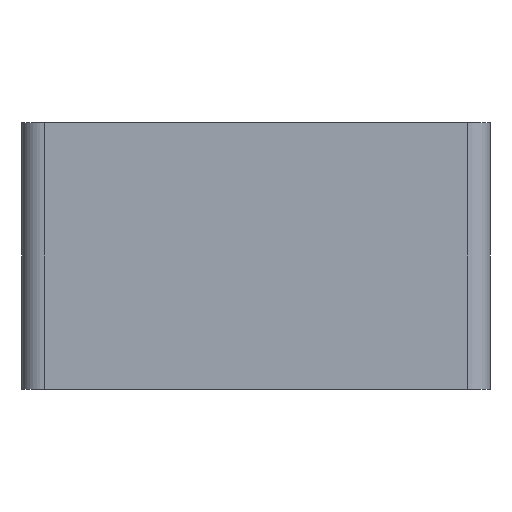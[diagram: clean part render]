
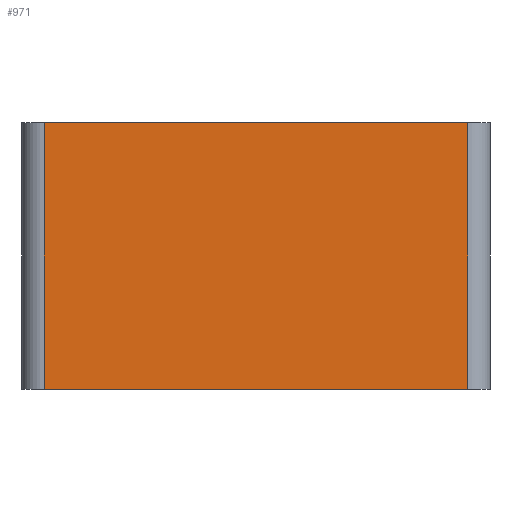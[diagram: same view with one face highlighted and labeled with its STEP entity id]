
A CAD part, left-side view. The second image highlights one B-rep face of the part: STEP entity #971.
In plain terms, the highlighted planar face has unit normal (-1, 0, 0).
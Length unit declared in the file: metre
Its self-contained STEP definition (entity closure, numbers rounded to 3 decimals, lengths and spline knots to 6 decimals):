
#160=ORIENTED_EDGE('',*,*,#400,.F.);
#161=ORIENTED_EDGE('',*,*,#408,.T.);
#162=ORIENTED_EDGE('',*,*,#332,.T.);
#163=ORIENTED_EDGE('',*,*,#409,.T.);
#332=EDGE_CURVE('',#470,#471,#564,.T.);
#400=EDGE_CURVE('',#524,#525,#619,.T.);
#408=EDGE_CURVE('',#524,#470,#624,.T.);
#409=EDGE_CURVE('',#471,#525,#625,.F.);
#470=VERTEX_POINT('',#1380);
#471=VERTEX_POINT('',#1381);
#524=VERTEX_POINT('',#1514);
#525=VERTEX_POINT('',#1516);
#564=LINE('',#1379,#678);
#619=LINE('',#1515,#733);
#624=LINE('',#1530,#738);
#625=LINE('',#1531,#739);
#678=VECTOR('',#1108,1.);
#733=VECTOR('',#1215,1.);
#738=VECTOR('',#1230,1.);
#739=VECTOR('',#1231,1.);
#810=EDGE_LOOP('',(#160,#161,#162,#163));
#876=FACE_BOUND('',#810,.T.);
#932=PLANE('',#1051);
#971=ADVANCED_FACE('',(#876),#932,.F.);
#1051=AXIS2_PLACEMENT_3D('',#1529,#1228,#1229);
#1108=DIRECTION('',(0.,-1.,0.));
#1215=DIRECTION('',(0.,-1.,0.));
#1228=DIRECTION('',(1.,0.,0.));
#1229=DIRECTION('',(0.,1.,0.));
#1230=DIRECTION('',(0.,0.,-1.));
#1231=DIRECTION('',(0.,0.,-1.));
#1379=CARTESIAN_POINT('',(-0.0357,0.,0.));
#1380=CARTESIAN_POINT('',(-0.0357,0.019,0.));
#1381=CARTESIAN_POINT('',(-0.0357,-0.019,0.));
#1514=CARTESIAN_POINT('',(-0.0357,0.019,0.0239));
#1515=CARTESIAN_POINT('',(-0.0357,0.,0.0239));
#1516=CARTESIAN_POINT('',(-0.0357,-0.019,0.0239));
#1529=CARTESIAN_POINT('',(-0.0357,0.,0.005));
#1530=CARTESIAN_POINT('',(-0.0357,0.019,0.005));
#1531=CARTESIAN_POINT('',(-0.0357,-0.019,0.0239));
